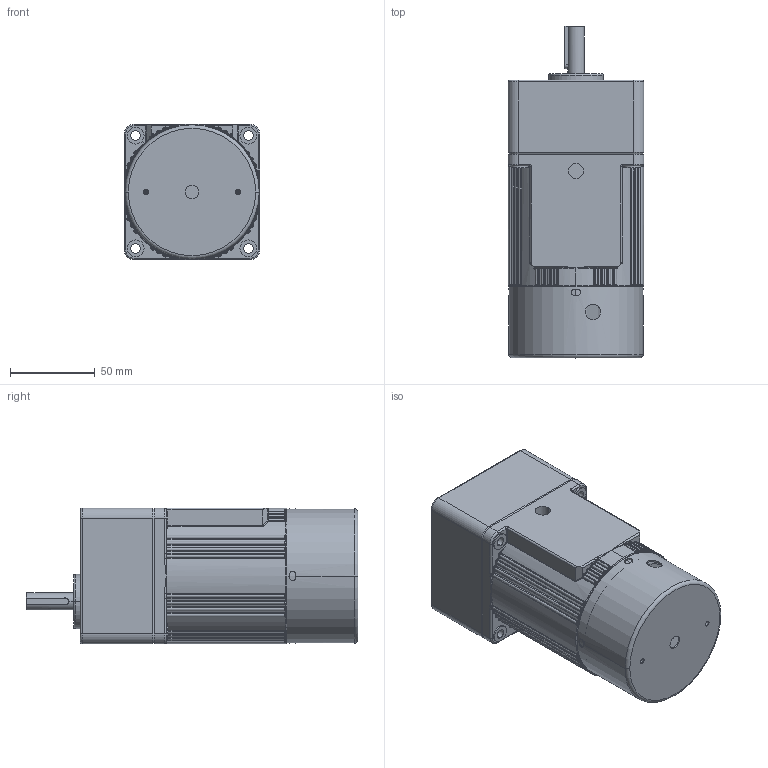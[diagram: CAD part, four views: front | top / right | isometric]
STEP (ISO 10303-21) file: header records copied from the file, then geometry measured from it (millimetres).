
FILE_DESCRIPTION (( 'STEP AP214' ), '1' );
FILE_NAME ('4IK25-M+4GN18-300K.STEP', '2023-12-04T07:57:28', ( '' ), ( '' ), 'SwSTEP 2.0', 'SolidWorks 2021', '' );
FILE_SCHEMA (( 'AUTOMOTIVE_DESIGN' ));
Length unit declared in the file: millimetre
Products named in the file (4): 80________.STEP_蕼偞; 4IK25-M+4GN18-300K; 4GN18-300K.STEP_蕼偞; 4IK25A.STEP_蕼偞
Assembly tree (3 placements, depth 2):
  4IK25-M+4GN18-300K
    4IK25A.STEP_蕼偞
    80________.STEP_蕼偞
    4GN18-300K.STEP_蕼偞
Bounding box: 80 x 195.5 x 80 mm (x, y, z)
Volume: 276739.3 mm3; surface area: 99691.6 mm2
Topology: 2 solids, 3 shells, 844 faces, 2030 edges, 1174 vertices
Faces by surface type: cylinder 256, torus 198, bspline 191, sphere 74, plane 73, cone 52
Entity records: 33775 total; most frequent: CARTESIAN_POINT 15127, DIRECTION 3969, ORIENTED_EDGE 3948, EDGE_CURVE 1974, AXIS2_PLACEMENT_3D 1792, VERTEX_POINT 1163, CIRCLE 1133, EDGE_LOOP 903
